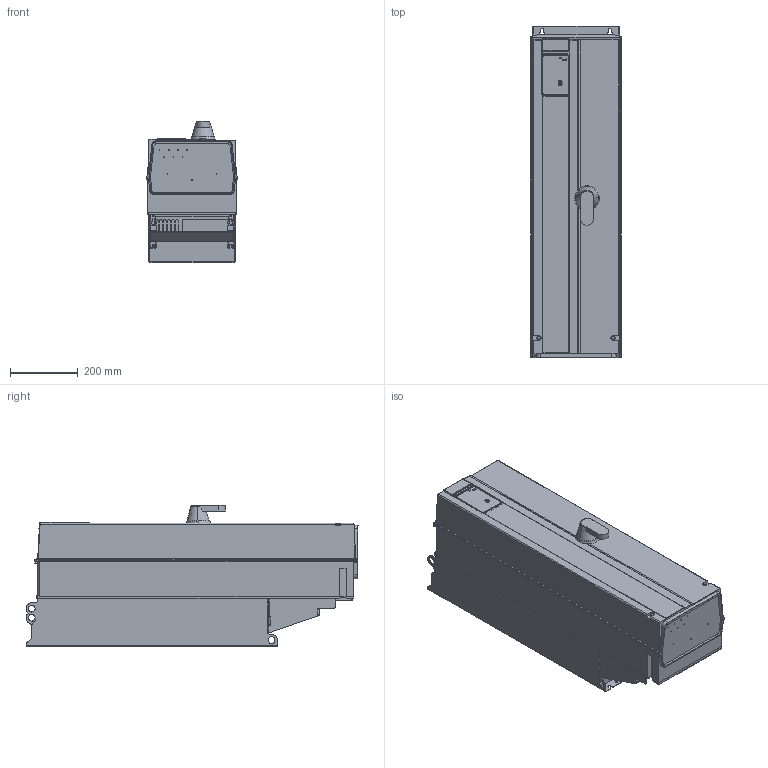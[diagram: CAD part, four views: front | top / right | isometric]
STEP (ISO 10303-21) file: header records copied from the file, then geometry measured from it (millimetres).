
FILE_DESCRIPTION((''),'2;1');
FILE_NAME('MCAD-FK08-IP21-WITH-DISCONNECT','2024-04-10T12:51:30',('U388355'),('Danfoss Drives'),'CREO PARAMETRIC BY PTC INC, 2022124','CREO PARAMETRIC BY PTC INC, 2022124','');
FILE_SCHEMA(('CONFIG_CONTROL_DESIGN','GEOMETRIC_VALIDATION_PROPERTIES_MIM'));
Products named in the file (1): MCAD-FK08-IP21-WITH-DISCONNECT
Bounding box: 266.78 x 981.39 x 416.93 mm (x, y, z)
Volume: 78444381.1 mm3; surface area: 1583578.7 mm2
Topology: 1 solids, 1 shells, 1415 faces, 3880 edges, 2508 vertices
Faces by surface type: plane 729, cylinder 458, extrusion 109, bspline 69, cone 38, torus 10, sphere 1, revolution 1
Entity records: 61691 total; most frequent: CARTESIAN_POINT 17659, ORIENTED_EDGE 7754, DIRECTION 6629, EDGE_CURVE 3877, VECTOR 2564, VERTEX_POINT 2508, LINE 2455, AXIS2_PLACEMENT_3D 2032
